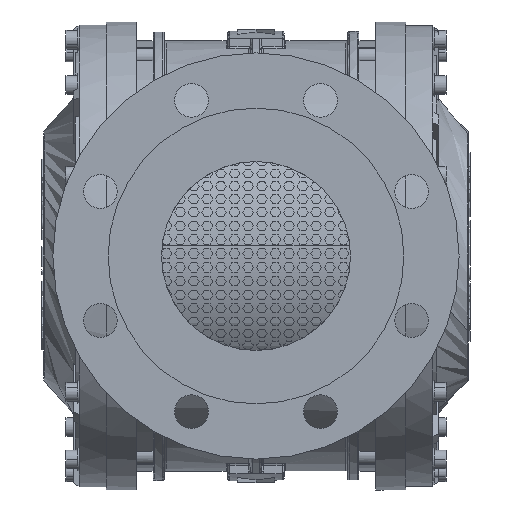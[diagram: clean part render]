
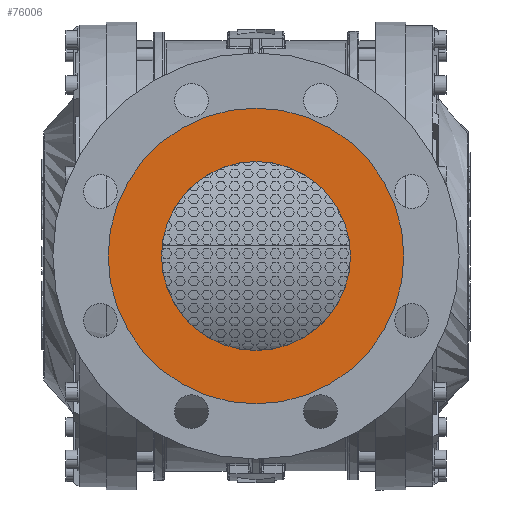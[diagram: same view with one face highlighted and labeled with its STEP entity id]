
A CAD part, left-side view. The second image highlights one B-rep face of the part: STEP entity #76006.
In plain terms, the highlighted planar face has unit normal (-1, 0, 0).
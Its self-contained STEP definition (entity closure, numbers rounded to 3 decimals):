
#2307 = DIRECTION ( 'NONE',  ( -1., 0., 0. ) ) ;
#9377 = CARTESIAN_POINT ( 'NONE',  ( -175., 0., 50.5 ) ) ;
#16303 = ORIENTED_EDGE ( 'NONE', *, *, #106398, .F. ) ;
#17540 = VERTEX_POINT ( 'NONE', #262671 ) ;
#20954 = EDGE_CURVE ( 'NONE', #17540, #244565, #66246, .T. ) ;
#44271 = EDGE_LOOP ( 'NONE', ( #263100, #216017 ) ) ;
#46517 = CIRCLE ( 'NONE', #160730, 50.5 ) ;
#63580 = VERTEX_POINT ( 'NONE', #226119 ) ;
#65274 = CARTESIAN_POINT ( 'NONE',  ( -175., 0., 0. ) ) ;
#66246 = CIRCLE ( 'NONE', #73165, 79. ) ;
#70561 = CARTESIAN_POINT ( 'NONE',  ( -175., 0., 0. ) ) ;
#71443 = DIRECTION ( 'NONE',  ( -1., 0., 0. ) ) ;
#73165 = AXIS2_PLACEMENT_3D ( 'NONE', #65274, #2307, #207583 ) ;
#76006 = ADVANCED_FACE ( 'NONE', ( #242182, #172363 ), #95347, .F. ) ;
#91022 = DIRECTION ( 'NONE',  ( 0., 0., 1. ) ) ;
#94890 = CARTESIAN_POINT ( 'NONE',  ( -175., 0., 0. ) ) ;
#95347 = PLANE ( 'NONE',  #190450 ) ;
#99658 = EDGE_CURVE ( 'NONE', #63580, #255993, #46517, .T. ) ;
#106398 = EDGE_CURVE ( 'NONE', #255993, #63580, #244652, .T. ) ;
#107951 = ORIENTED_EDGE ( 'NONE', *, *, #99658, .F. ) ;
#117272 = CARTESIAN_POINT ( 'NONE',  ( -175., 0., -79. ) ) ;
#120211 = CARTESIAN_POINT ( 'NONE',  ( -175., 0., 0. ) ) ;
#135253 = DIRECTION ( 'NONE',  ( 0., 0., -1. ) ) ;
#137930 = CARTESIAN_POINT ( 'NONE',  ( -175., 0., 0. ) ) ;
#155767 = DIRECTION ( 'NONE',  ( 1., 0., 0. ) ) ;
#160730 = AXIS2_PLACEMENT_3D ( 'NONE', #120211, #239383, #200407 ) ;
#164275 = AXIS2_PLACEMENT_3D ( 'NONE', #94890, #180232, #239720 ) ;
#172363 = FACE_OUTER_BOUND ( 'NONE', #44271, .T. ) ;
#180232 = DIRECTION ( 'NONE',  ( -1., 0., 0. ) ) ;
#190450 = AXIS2_PLACEMENT_3D ( 'NONE', #137930, #155767, #135253 ) ;
#197399 = EDGE_CURVE ( 'NONE', #244565, #17540, #205172, .T. ) ;
#200407 = DIRECTION ( 'NONE',  ( 0., 0., 1. ) ) ;
#205172 = CIRCLE ( 'NONE', #255678, 79. ) ;
#207583 = DIRECTION ( 'NONE',  ( 0., 0., 1. ) ) ;
#216017 = ORIENTED_EDGE ( 'NONE', *, *, #197399, .T. ) ;
#226119 = CARTESIAN_POINT ( 'NONE',  ( -175., 0., -50.5 ) ) ;
#235828 = EDGE_LOOP ( 'NONE', ( #16303, #107951 ) ) ;
#239383 = DIRECTION ( 'NONE',  ( -1., 0., 0. ) ) ;
#239720 = DIRECTION ( 'NONE',  ( 0., 0., 1. ) ) ;
#242182 = FACE_BOUND ( 'NONE', #235828, .T. ) ;
#244565 = VERTEX_POINT ( 'NONE', #117272 ) ;
#244652 = CIRCLE ( 'NONE', #164275, 50.5 ) ;
#255678 = AXIS2_PLACEMENT_3D ( 'NONE', #70561, #71443, #91022 ) ;
#255993 = VERTEX_POINT ( 'NONE', #9377 ) ;
#262671 = CARTESIAN_POINT ( 'NONE',  ( -175., 0., 79. ) ) ;
#263100 = ORIENTED_EDGE ( 'NONE', *, *, #20954, .T. ) ;
